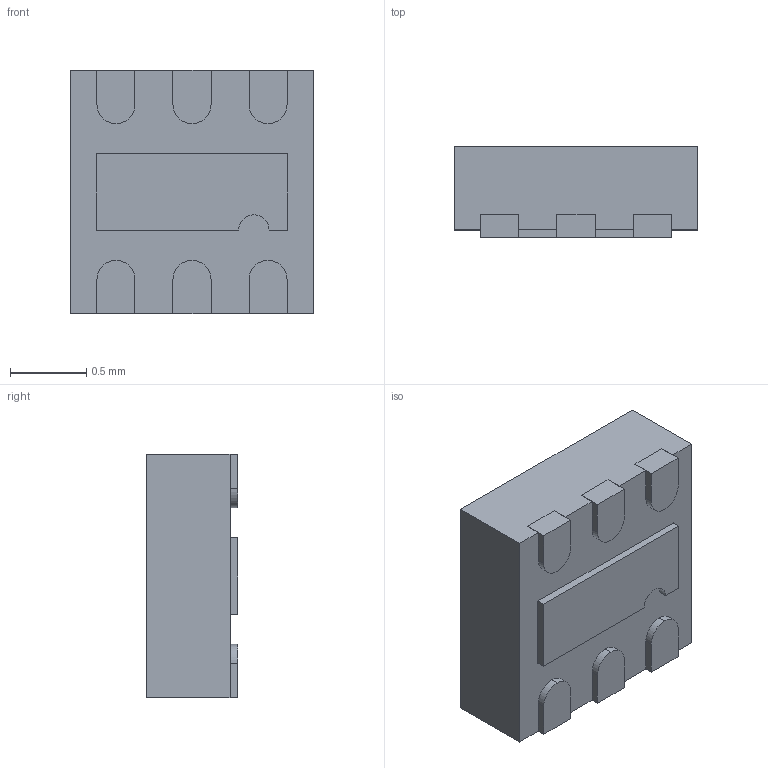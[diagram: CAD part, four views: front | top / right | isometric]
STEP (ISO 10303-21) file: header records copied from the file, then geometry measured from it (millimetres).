
FILE_DESCRIPTION (( 'STEP AP214' ), '1' );
FILE_NAME ('MIC94325YMT-TR.STEP', '2019-03-16T19:59:32', ( '' ), ( '' ), 'SwSTEP 2.0', 'SolidWorks 2017', '' );
FILE_SCHEMA (( 'AUTOMOTIVE_DESIGN' ));
Length unit declared in the file: millimetre
Products named in the file (1): MIC94325YMT-TR
Bounding box: 1.6 x 0.6 x 1.6 mm (x, y, z)
Volume: 1.5 mm3; surface area: 13.2 mm2
Topology: 9 solids, 9 shells, 97 faces, 231 edges, 154 vertices
Faces by surface type: plane 76, cylinder 21
Entity records: 2893 total; most frequent: CARTESIAN_POINT 483, DIRECTION 469, ORIENTED_EDGE 462, EDGE_CURVE 231, VECTOR 189, LINE 189, VERTEX_POINT 154, AXIS2_PLACEMENT_3D 140
